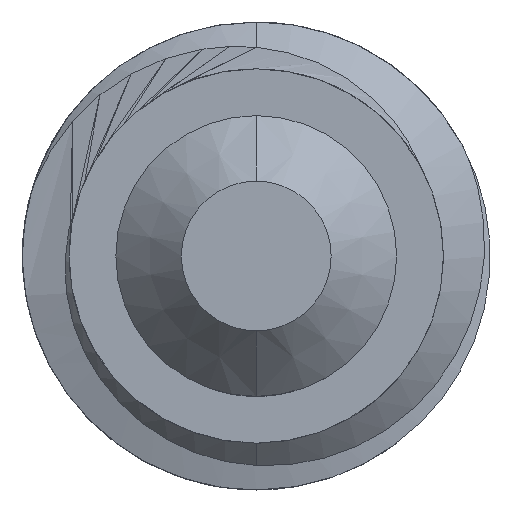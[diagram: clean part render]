
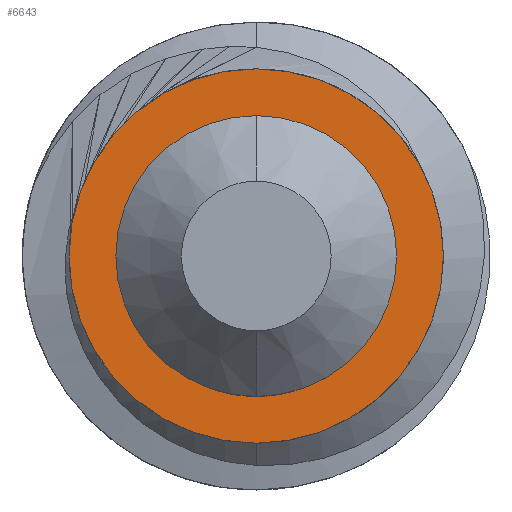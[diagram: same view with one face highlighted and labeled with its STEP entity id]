
A CAD part, left-side view. The second image highlights one B-rep face of the part: STEP entity #6643.
In plain terms, the highlighted planar face has unit normal (-1, 0, 0).
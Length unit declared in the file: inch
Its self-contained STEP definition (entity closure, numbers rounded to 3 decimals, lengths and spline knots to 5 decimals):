
#711 = ORIENTED_EDGE ( 'NONE', *, *, #15054, .T. ) ;
#1113 = CARTESIAN_POINT ( 'NONE',  ( 1.0625, 0., 0.25 ) ) ;
#2083 = FACE_OUTER_BOUND ( 'NONE', #19495, .T. ) ;
#2301 = CARTESIAN_POINT ( 'NONE',  ( 1.0625, 0., -0.25 ) ) ;
#2323 = CARTESIAN_POINT ( 'NONE',  ( 1.0625, 0., 0. ) ) ;
#2586 = AXIS2_PLACEMENT_3D ( 'NONE', #18650, #13890, #20470 ) ;
#3468 = PLANE ( 'NONE',  #18069 ) ;
#3551 = AXIS2_PLACEMENT_3D ( 'NONE', #3749, #18382, #13190 ) ;
#3749 = CARTESIAN_POINT ( 'NONE',  ( 1.0625, 0., 0. ) ) ;
#5614 = ORIENTED_EDGE ( 'NONE', *, *, #14128, .F. ) ;
#5942 = CIRCLE ( 'NONE', #12481, 0.1875 ) ;
#6561 = CARTESIAN_POINT ( 'NONE',  ( 1.0625, 0.1875, 0. ) ) ;
#6643 = ADVANCED_FACE ( 'NONE', ( #16464, #2083 ), #3468, .F. ) ;
#8634 = DIRECTION ( 'NONE',  ( 1., 0., 0. ) ) ;
#8873 = DIRECTION ( 'NONE',  ( 0., 0., 1. ) ) ;
#8973 = EDGE_LOOP ( 'NONE', ( #5614, #9552 ) ) ;
#9552 = ORIENTED_EDGE ( 'NONE', *, *, #13207, .F. ) ;
#10747 = CARTESIAN_POINT ( 'NONE',  ( 1.0625, 0., 0.1875 ) ) ;
#12119 = CARTESIAN_POINT ( 'NONE',  ( 1.0625, 0., -0.1875 ) ) ;
#12183 = CIRCLE ( 'NONE', #20418, 0.25 ) ;
#12242 = VERTEX_POINT ( 'NONE', #1113 ) ;
#12481 = AXIS2_PLACEMENT_3D ( 'NONE', #19064, #17436, #14092 ) ;
#12787 = CIRCLE ( 'NONE', #3551, 0.1875 ) ;
#13190 = DIRECTION ( 'NONE',  ( 0., 0., 1. ) ) ;
#13207 = EDGE_CURVE ( 'NONE', #16589, #15850, #5942, .T. ) ;
#13788 = DIRECTION ( 'NONE',  ( -1., 0., 0. ) ) ;
#13890 = DIRECTION ( 'NONE',  ( -1., 0., 0. ) ) ;
#14092 = DIRECTION ( 'NONE',  ( 0., 0., 1. ) ) ;
#14128 = EDGE_CURVE ( 'NONE', #15850, #16589, #12787, .T. ) ;
#15054 = EDGE_CURVE ( 'NONE', #19661, #12242, #12183, .T. ) ;
#15160 = DIRECTION ( 'NONE',  ( 0., 0., -1. ) ) ;
#15199 = EDGE_CURVE ( 'NONE', #12242, #19661, #21106, .T. ) ;
#15752 = ORIENTED_EDGE ( 'NONE', *, *, #15199, .T. ) ;
#15850 = VERTEX_POINT ( 'NONE', #10747 ) ;
#16464 = FACE_BOUND ( 'NONE', #8973, .T. ) ;
#16589 = VERTEX_POINT ( 'NONE', #12119 ) ;
#17436 = DIRECTION ( 'NONE',  ( -1., 0., 0. ) ) ;
#18069 = AXIS2_PLACEMENT_3D ( 'NONE', #6561, #8634, #15160 ) ;
#18382 = DIRECTION ( 'NONE',  ( -1., 0., 0. ) ) ;
#18650 = CARTESIAN_POINT ( 'NONE',  ( 1.0625, 0., 0. ) ) ;
#19064 = CARTESIAN_POINT ( 'NONE',  ( 1.0625, 0., 0. ) ) ;
#19495 = EDGE_LOOP ( 'NONE', ( #15752, #711 ) ) ;
#19661 = VERTEX_POINT ( 'NONE', #2301 ) ;
#20418 = AXIS2_PLACEMENT_3D ( 'NONE', #2323, #13788, #8873 ) ;
#20470 = DIRECTION ( 'NONE',  ( 0., 0., 1. ) ) ;
#21106 = CIRCLE ( 'NONE', #2586, 0.25 ) ;
